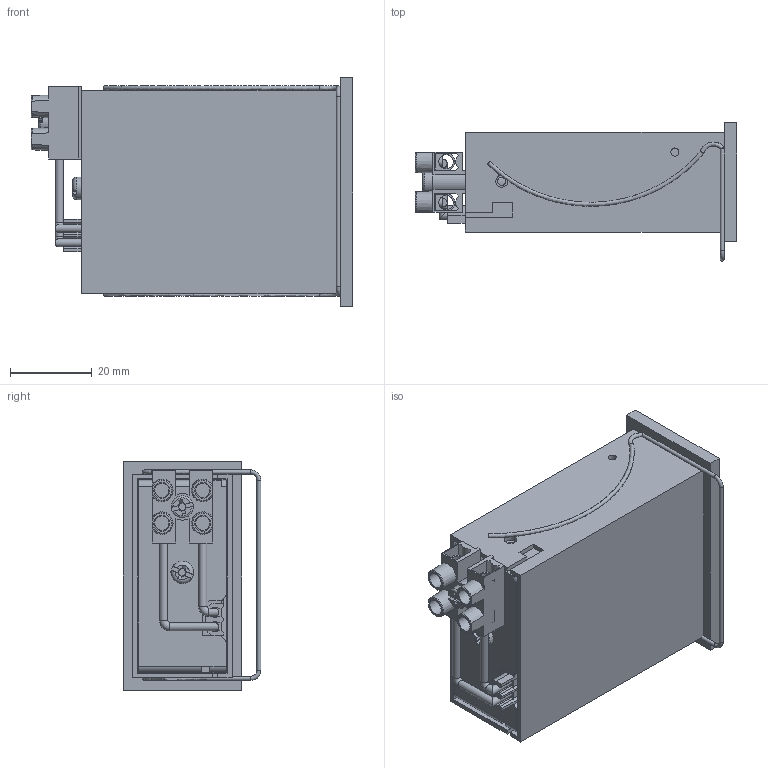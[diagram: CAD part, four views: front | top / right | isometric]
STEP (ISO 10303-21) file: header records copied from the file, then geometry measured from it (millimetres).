
FILE_DESCRIPTION( ( 'Unknown' ), '1' );
FILE_NAME( 'CR 26 -6 DIGIT NON RESETTABLE 356 (BAIL MOUNT) _23.08.23.stp', 'Unknown', ( 'Unknown' ), ( 'Unknown' ), 'PSStep 17.0.49', 'Unknown', ' ' );
FILE_SCHEMA( ( 'AUTOMOTIVE_DESIGN { 1 0 10303 214 1 1 1 1 }' ) );
Length unit declared in the file: millimetre
Products named in the file (15): Assem1; SE1801 REV 03 BOBBIN-COIL(70800-005-D); EARTHING CONNECTOR; AA6239_REV_03; AA6231_REV_04_ M3 SCREW; SF2001 REV 01 WINDOW With Digit; WIRE FOR TERMINAL STRIP big; WIRE FOR TERMINAL STRIP Small; mounting wire; SF1004_REV_03_COVER_N.R_1846-013-D_CR26; FRAME SOLID PAR
Assembly tree (14 placements, depth 2):
  Assem1
    SE1801 REV 03 BOBBIN-COIL(70800-005-D)
    EARTHING CONNECTOR
    EARTHING CONNECTOR
    EARTHING CONNECTOR
    EARTHING CONNECTOR
    EARTHING CONNECTOR
    AA6239_REV_03
    AA6231_REV_04_ M3 SCREW
    SF2001 REV 01 WINDOW With Digit
    WIRE FOR TERMINAL STRIP big
    WIRE FOR TERMINAL STRIP Small
    mounting wire
    SF1004_REV_03_COVER_N.R_1846-013-D_CR26
    FRAME SOLID PAR
Bounding box: 78.5 x 33.68 x 55.88 mm (x, y, z)
Volume: 80820.7 mm3; surface area: 41895.4 mm2
Topology: 14 solids, 14 shells, 452 faces, 1163 edges, 767 vertices
Faces by surface type: plane 295, cylinder 100, torus 17, bspline 16, extrusion 13, cone 11
Full cylindrical faces by diameter (mm): 0.991 x1, 1 x3, 1.981 x1, 2 x7, 2.02 x1, 2.032 x1, 2.15 x1, 2.372 x4, 2.4 x2, 2.9 x4, 3 x1, 3.5 x7, 3.9 x4, 4 x1, 5.4 x1, 5.5 x1, 6.121 x1, 8.28 x1, 20.003 x1
Entity records: 26119 total; most frequent: CARTESIAN_POINT 11629, ORIENTED_EDGE 2162, DIRECTION 2098, EDGE_CURVE 1081, VERTEX_POINT 742, VECTOR 726, LINE 713, AXIS2_PLACEMENT_3D 686
